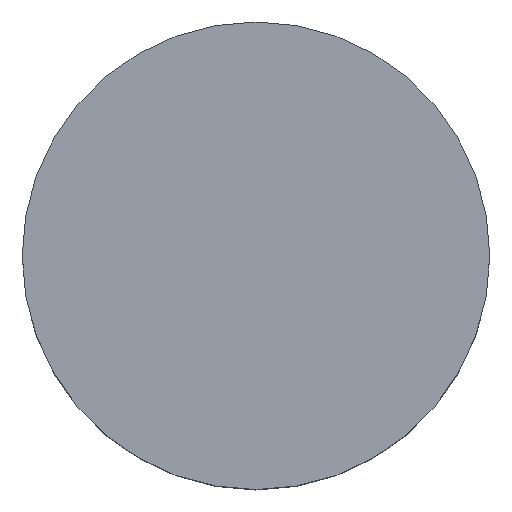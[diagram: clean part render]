
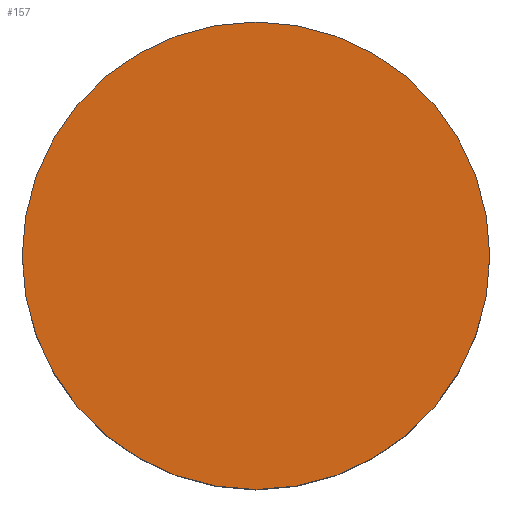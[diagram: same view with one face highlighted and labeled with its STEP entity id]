
A CAD part, top view. The second image highlights one B-rep face of the part: STEP entity #157.
In plain terms, the highlighted planar face has unit normal (0, 0, 1).
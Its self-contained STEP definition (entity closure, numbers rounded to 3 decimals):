
#16 = CARTESIAN_POINT ( 'NONE',  ( 0., 0., 0. ) ) ;
#34 = VERTEX_POINT ( 'NONE', #222 ) ;
#36 = ORIENTED_EDGE ( 'NONE', *, *, #259, .T. ) ;
#48 = DIRECTION ( 'NONE',  ( 0., 0., 1. ) ) ;
#53 = ORIENTED_EDGE ( 'NONE', *, *, #133, .T. ) ;
#62 = AXIS2_PLACEMENT_3D ( 'NONE', #320, #106, #185 ) ;
#87 = EDGE_LOOP ( 'NONE', ( #53, #36 ) ) ;
#96 = AXIS2_PLACEMENT_3D ( 'NONE', #16, #236, #210 ) ;
#106 = DIRECTION ( 'NONE',  ( 0., 0., 1. ) ) ;
#133 = EDGE_CURVE ( 'NONE', #315, #34, #220, .T. ) ;
#157 = ADVANCED_FACE ( 'NONE', ( #182 ), #211, .T. ) ;
#182 = FACE_OUTER_BOUND ( 'NONE', #87, .T. ) ;
#185 = DIRECTION ( 'NONE',  ( 1., 0., 0. ) ) ;
#210 = DIRECTION ( 'NONE',  ( 1., 0., 0. ) ) ;
#211 = PLANE ( 'NONE',  #267 ) ;
#220 = CIRCLE ( 'NONE', #96, 3. ) ;
#222 = CARTESIAN_POINT ( 'NONE',  ( -3., 0., 0. ) ) ;
#236 = DIRECTION ( 'NONE',  ( 0., 0., 1. ) ) ;
#259 = EDGE_CURVE ( 'NONE', #34, #315, #330, .T. ) ;
#267 = AXIS2_PLACEMENT_3D ( 'NONE', #312, #48, #288 ) ;
#288 = DIRECTION ( 'NONE',  ( 1., 0., 0. ) ) ;
#312 = CARTESIAN_POINT ( 'NONE',  ( 0., 0., 0. ) ) ;
#315 = VERTEX_POINT ( 'NONE', #341 ) ;
#320 = CARTESIAN_POINT ( 'NONE',  ( 0., 0., 0. ) ) ;
#330 = CIRCLE ( 'NONE', #62, 3. ) ;
#341 = CARTESIAN_POINT ( 'NONE',  ( 3., 0., 0. ) ) ;
